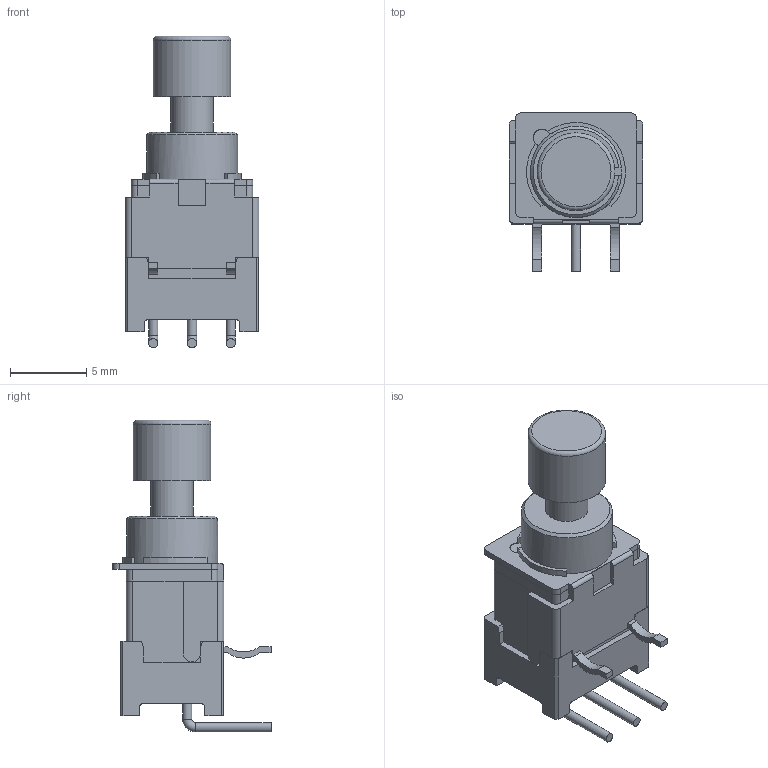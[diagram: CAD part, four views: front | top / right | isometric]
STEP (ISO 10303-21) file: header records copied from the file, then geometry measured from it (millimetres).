
FILE_DESCRIPTION( ( 'STEP AP214' ), ' ' );
FILE_NAME( 'BB15AH-FA.stp', '2017-01-05T20:31:40', ( '' ), ( '' ), ' ', 'PARTsolutions', ' ' );
FILE_SCHEMA( ( 'AUTOMOTIVE_DESIGN { 1 0 10303 214 1 1 1 1 }' ) );
Length unit declared in the file: inch
Products named in the file (7): BB15AH-FA; _BB15-body; _BB15H-bracket; _BBA-plunger; _BB15H-terminal; _BB15H-body3; _BB-FA-cap
Assembly tree (6 placements, depth 2):
  BB15AH-FA
    _BB15-body
    _BB15H-bracket
    _BBA-plunger
    _BB15H-terminal
    _BB15H-body3
    _BB-FA-cap
Bounding box: 8.79 x 10.39 x 20.47 mm (x, y, z)
Volume: 708.7 mm3; surface area: 1158.6 mm2
Topology: 6 solids, 6 shells, 179 faces, 473 edges, 310 vertices
Faces by surface type: plane 124, cylinder 49, torus 5, cone 1
Full cylindrical faces by diameter (mm): 0.61 x6, 2.794 x3, 5.105 x1, 5.994 x1
Entity records: 6944 total; most frequent: CARTESIAN_POINT 955, DIRECTION 930, ORIENTED_EDGE 904, EDGE_CURVE 452, LINE 342, VECTOR 342, VERTEX_POINT 305, AXIS2_PLACEMENT_3D 294
